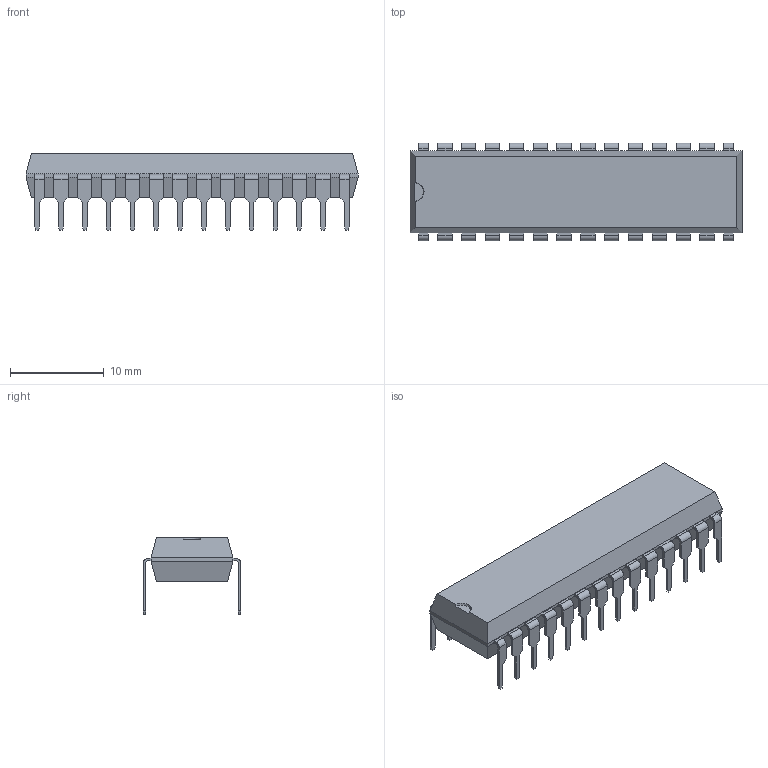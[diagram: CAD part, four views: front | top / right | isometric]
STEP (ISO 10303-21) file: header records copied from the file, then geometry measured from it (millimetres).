
FILE_DESCRIPTION(('STEP AP214'), '1');
FILE_NAME('DIP_package', '2018-05-09T12:47:56', ('Egor'), (''), 'ASCON STEP Converter 1.3', 'ASCON Math Kernel', '');
FILE_SCHEMA(('AUTOMOTIVE_DESIGN { 1 0 10303 214 3 1 1}'));
Length unit declared in the file: millimetre
Bounding box: 35.4 x 10.41 x 8.2 mm (x, y, z)
Volume: 1387.9 mm3; surface area: 1364.5 mm2
Topology: 1 solids, 1 shells, 428 faces, 1186 edges, 788 vertices
Faces by surface type: plane 371, cylinder 56, cone 1
Entity records: 16954 total; most frequent: CARTESIAN_POINT 2413, ORIENTED_EDGE 2372, DIRECTION 2156, EDGE_CURVE 1186, LINE 1070, VECTOR 1070, VERTEX_POINT 788, AXIS2_PLACEMENT_3D 543
